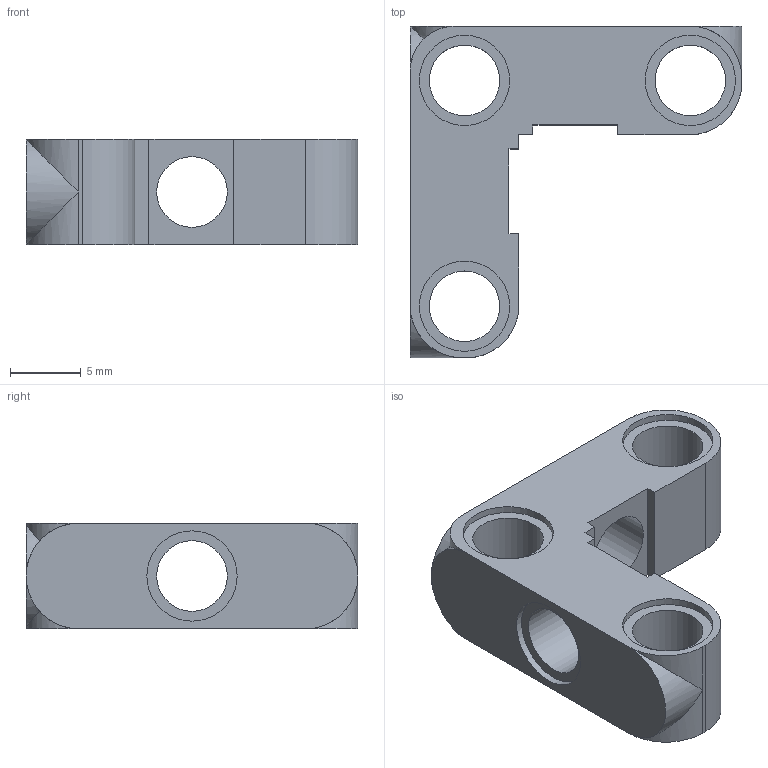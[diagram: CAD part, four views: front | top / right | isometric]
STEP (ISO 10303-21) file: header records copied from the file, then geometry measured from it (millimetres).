
FILE_DESCRIPTION(('STEP AP242'), '1');
FILE_NAME('櫻蠉錪 8', '', ('UNSPECIFIED'), ('UNSPECIFIED'), 'C3D Converter', 'C3D Toolkit', '');
FILE_SCHEMA(('AP242_MANAGED_MODEL_BASED_3D_ENGINEERING_MIM_LF { 1 0 10303 442 1 1 4 }'));
Length unit declared in the file: millimetre
Bounding box: 23.5 x 23.5 x 7.5 mm (x, y, z)
Volume: 1370.7 mm3; surface area: 1653.1 mm2
Topology: 1 solids, 1 shells, 51 faces, 118 edges, 77 vertices
Faces by surface type: cylinder 27, plane 24
Full cylindrical faces by diameter (mm): 5 x5, 6.4 x8
Entity records: 1793 total; most frequent: CARTESIAN_POINT 599, DIRECTION 241, ORIENTED_EDGE 210, EDGE_CURVE 105, AXIS2_PLACEMENT_3D 94, EDGE_LOOP 82, VERTEX_POINT 78, FACE_BOUND 56
